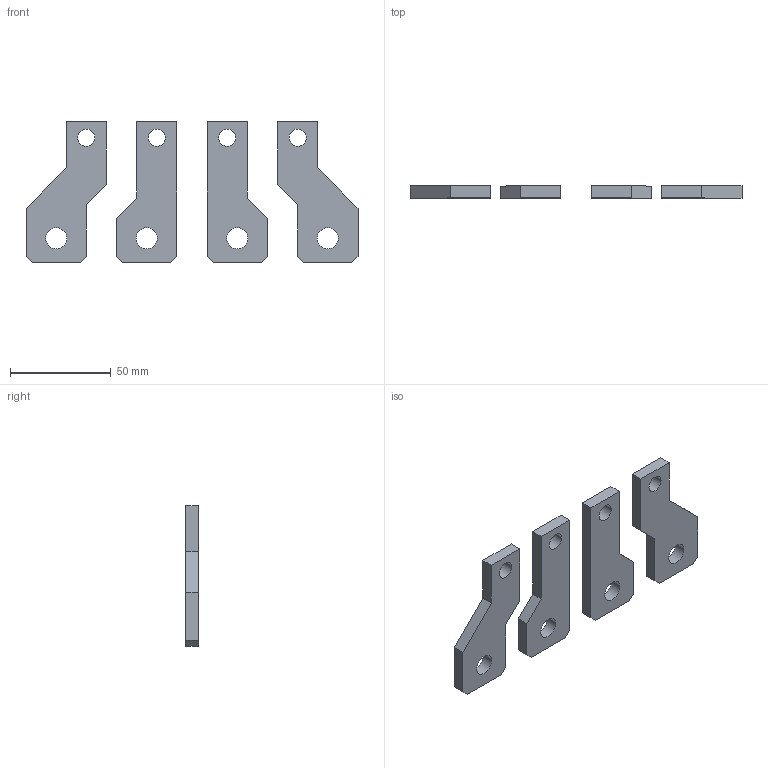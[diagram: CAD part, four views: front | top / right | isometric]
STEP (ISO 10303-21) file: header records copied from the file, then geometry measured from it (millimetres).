
FILE_DESCRIPTION(('CATIA V5 STEP Exchange'),'2;1');
FILE_NAME('1SDH001294R0115_1PA_001_00_A2_4p_ES_inf.stp','2014-12-04T15:43:39+00:00',('none'),('none'),'CATIA Version 5 Release 20 SP 1 (IN-10)','CATIA V5 STEP AP214','none');
FILE_SCHEMA(('AUTOMOTIVE_DESIGN { 1 0 10303 214 1 1 1 1 }'));
Length unit declared in the file: millimetre
Products named in the file (1): 1SDH001294R0115_1PA_001_00_A2_4p_ES_inf
Bounding box: 165 x 6 x 70 mm (x, y, z)
Volume: 38018.1 mm3; surface area: 18779.7 mm2
Topology: 4 solids, 4 shells, 60 faces, 156 edges, 104 vertices
Faces by surface type: plane 44, cylinder 16
Entity records: 1775 total; most frequent: ORIENTED_EDGE 312, CARTESIAN_POINT 302, DIRECTION 238, EDGE_CURVE 156, VECTOR 124, LINE 124, VERTEX_POINT 104, EDGE_LOOP 76
